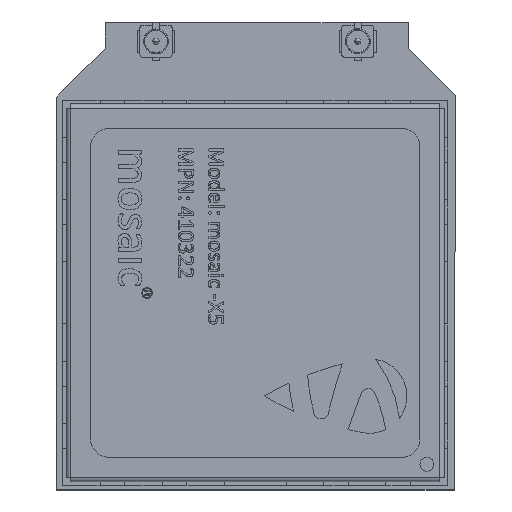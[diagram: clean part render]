
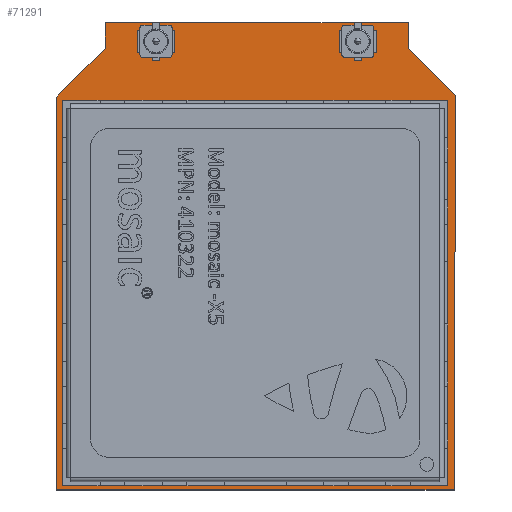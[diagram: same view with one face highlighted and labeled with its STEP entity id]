
A CAD part, top view. The second image highlights one B-rep face of the part: STEP entity #71291.
In plain terms, the highlighted planar face has unit normal (0, 0, 1).
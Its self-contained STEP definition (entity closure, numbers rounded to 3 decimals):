
#1610 = CARTESIAN_POINT ( 'NONE',  ( -3.937, -61.214, 1. ) ) ;
#1903 = EDGE_CURVE ( 'NONE', #43727, #33542, #61196, .T. ) ;
#2489 = ORIENTED_EDGE ( 'NONE', *, *, #1903, .T. ) ;
#4015 = CARTESIAN_POINT ( 'NONE',  ( 24.384, -25.654, 1. ) ) ;
#6983 = EDGE_CURVE ( 'NONE', #120138, #71763, #67298, .T. ) ;
#10649 = LINE ( 'NONE', #50764, #81300 ) ;
#11989 = ORIENTED_EDGE ( 'NONE', *, *, #26679, .T. ) ;
#12032 = DIRECTION ( 'NONE',  ( 0., -1., 0. ) ) ;
#14061 = VECTOR ( 'NONE', #31645, 1000. ) ;
#14337 = VECTOR ( 'NONE', #82488, 1000. ) ;
#15495 = VECTOR ( 'NONE', #102233, 1000. ) ;
#15841 = LINE ( 'NONE', #65131, #115536 ) ;
#19782 = CARTESIAN_POINT ( 'NONE',  ( 24.384, -23.622, 1. ) ) ;
#19971 = ORIENTED_EDGE ( 'NONE', *, *, #6983, .T. ) ;
#22540 = LINE ( 'NONE', #1610, #28441 ) ;
#22716 = CARTESIAN_POINT ( 'NONE',  ( 28.067, -61.214, 1. ) ) ;
#22995 = CARTESIAN_POINT ( 'NONE',  ( -3.937, -61.214, 1. ) ) ;
#23372 = ORIENTED_EDGE ( 'NONE', *, *, #82112, .T. ) ;
#25274 = CARTESIAN_POINT ( 'NONE',  ( 28.194, -29.464, 1. ) ) ;
#26177 = ORIENTED_EDGE ( 'NONE', *, *, #33325, .T. ) ;
#26679 = EDGE_CURVE ( 'NONE', #42706, #120138, #50981, .T. ) ;
#27599 = VECTOR ( 'NONE', #106227, 1000. ) ;
#28441 = VECTOR ( 'NONE', #12032, 1000. ) ;
#30644 = CARTESIAN_POINT ( 'NONE',  ( 0., -25.654, 1. ) ) ;
#31126 = ORIENTED_EDGE ( 'NONE', *, *, #97818, .T. ) ;
#31645 = DIRECTION ( 'NONE',  ( 0., 1., 0. ) ) ;
#33053 = FACE_OUTER_BOUND ( 'NONE', #92051, .T. ) ;
#33325 = EDGE_CURVE ( 'NONE', #33542, #127188, #15841, .T. ) ;
#33542 = VERTEX_POINT ( 'NONE', #84717 ) ;
#34635 = EDGE_CURVE ( 'NONE', #71763, #43727, #116129, .T. ) ;
#40318 = VECTOR ( 'NONE', #105457, 1000. ) ;
#42259 = DIRECTION ( 'NONE',  ( -0.707, -0.707, 0. ) ) ;
#42447 = LINE ( 'NONE', #114023, #14337 ) ;
#42706 = VERTEX_POINT ( 'NONE', #22995 ) ;
#43727 = VERTEX_POINT ( 'NONE', #4015 ) ;
#48119 = ORIENTED_EDGE ( 'NONE', *, *, #34635, .T. ) ;
#50764 = CARTESIAN_POINT ( 'NONE',  ( -3.937, -29.591, 1. ) ) ;
#50981 = LINE ( 'NONE', #101565, #15495 ) ;
#53332 = VERTEX_POINT ( 'NONE', #83043 ) ;
#56592 = DIRECTION ( 'NONE',  ( -1., 0., 0. ) ) ;
#61196 = LINE ( 'NONE', #19782, #14061 ) ;
#62081 = ORIENTED_EDGE ( 'NONE', *, *, #122591, .T. ) ;
#62774 = CARTESIAN_POINT ( 'NONE',  ( 28.194, -29.464, 1. ) ) ;
#65131 = CARTESIAN_POINT ( 'NONE',  ( 0., -23.622, 1. ) ) ;
#67298 = LINE ( 'NONE', #25274, #40318 ) ;
#71291 = ADVANCED_FACE ( 'NONE', ( #33053 ), #81672, .F. ) ;
#71763 = VERTEX_POINT ( 'NONE', #62774 ) ;
#81300 = VECTOR ( 'NONE', #42259, 1000. ) ;
#81672 = PLANE ( 'NONE',  #114768 ) ;
#82112 = EDGE_CURVE ( 'NONE', #53332, #42706, #22540, .T. ) ;
#82488 = DIRECTION ( 'NONE',  ( 0., -1., 0. ) ) ;
#83043 = CARTESIAN_POINT ( 'NONE',  ( -3.937, -29.591, 1. ) ) ;
#83613 = CARTESIAN_POINT ( 'NONE',  ( 0., 0., 1. ) ) ;
#84717 = CARTESIAN_POINT ( 'NONE',  ( 24.384, -23.622, 1. ) ) ;
#89884 = CARTESIAN_POINT ( 'NONE',  ( 0., -23.622, 1. ) ) ;
#92051 = EDGE_LOOP ( 'NONE', ( #19971, #48119, #2489, #26177, #62081, #31126, #23372, #11989 ) ) ;
#97818 = EDGE_CURVE ( 'NONE', #105214, #53332, #10649, .T. ) ;
#101565 = CARTESIAN_POINT ( 'NONE',  ( 28.067, -61.214, 1. ) ) ;
#102233 = DIRECTION ( 'NONE',  ( 1., 0., 0. ) ) ;
#104286 = CARTESIAN_POINT ( 'NONE',  ( 24.384, -25.654, 1. ) ) ;
#105214 = VERTEX_POINT ( 'NONE', #30644 ) ;
#105457 = DIRECTION ( 'NONE',  ( 0.004, 1., 0. ) ) ;
#106227 = DIRECTION ( 'NONE',  ( -0.707, 0.707, 0. ) ) ;
#114023 = CARTESIAN_POINT ( 'NONE',  ( 0., -25.654, 1. ) ) ;
#114768 = AXIS2_PLACEMENT_3D ( 'NONE', #83613, #123766, #121790 ) ;
#115536 = VECTOR ( 'NONE', #56592, 1000. ) ;
#116129 = LINE ( 'NONE', #104286, #27599 ) ;
#120138 = VERTEX_POINT ( 'NONE', #22716 ) ;
#121790 = DIRECTION ( 'NONE',  ( -1., 0., 0. ) ) ;
#122591 = EDGE_CURVE ( 'NONE', #127188, #105214, #42447, .T. ) ;
#123766 = DIRECTION ( 'NONE',  ( 0., 0., -1. ) ) ;
#127188 = VERTEX_POINT ( 'NONE', #89884 ) ;
